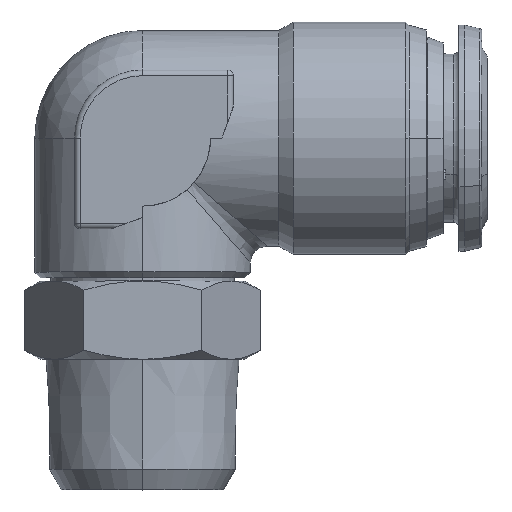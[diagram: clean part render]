
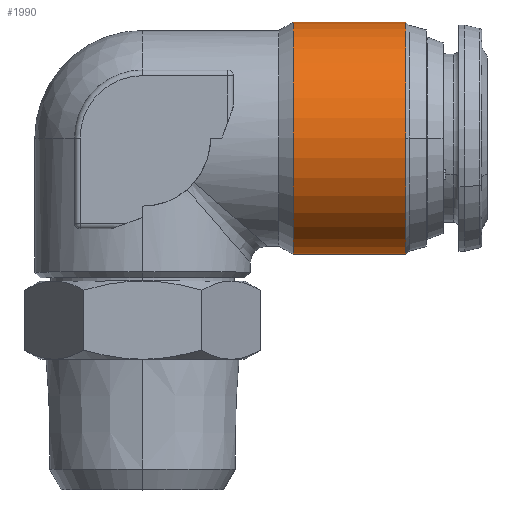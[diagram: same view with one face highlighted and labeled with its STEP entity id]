
A CAD part, top view. The second image highlights one B-rep face of the part: STEP entity #1990.
In plain terms, the highlighted cylindrical face has radius 10.25 mm (diameter 20.5 mm), a partial arc.
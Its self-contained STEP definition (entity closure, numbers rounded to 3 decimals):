
#36 = CARTESIAN_POINT ( 'NONE',  ( 23.202, 25.8, 10.25 ) ) ;
#696 = VERTEX_POINT ( 'NONE', #36 ) ;
#923 = EDGE_LOOP ( 'NONE', ( #3218, #3219, #3220, #3221, #3222 ) ) ;
#1449 = CARTESIAN_POINT ( 'NONE',  ( 13.299, 25.8, 0. ) ) ;
#1450 = DIRECTION ( 'NONE',  ( 1., 0., 0. ) ) ;
#1451 = DIRECTION ( 'NONE',  ( 0., 1., 0. ) ) ;
#1518 = CARTESIAN_POINT ( 'NONE',  ( 25.8, 36.05, 0. ) ) ;
#1521 = CARTESIAN_POINT ( 'NONE',  ( 25.8, 15.55, 0. ) ) ;
#1522 = DIRECTION ( 'NONE',  ( 1., 0., 0. ) ) ;
#1535 = DIRECTION ( 'NONE',  ( 1., 0., 0. ) ) ;
#1537 = CARTESIAN_POINT ( 'NONE',  ( 23.202, 25.8, 0. ) ) ;
#1538 = DIRECTION ( 'NONE',  ( -1., 0., 0. ) ) ;
#1539 = DIRECTION ( 'NONE',  ( 0., 0., 1. ) ) ;
#1898 = AXIS2_PLACEMENT_3D ( 'NONE', #2176, #2177, #2185 ) ;
#1990 = ADVANCED_FACE ( 'NONE', ( #4578 ), #4586, .T. ) ;
#2176 = CARTESIAN_POINT ( 'NONE',  ( 25.8, 25.8, 0. ) ) ;
#2177 = DIRECTION ( 'NONE',  ( 1., 0., 0. ) ) ;
#2185 = DIRECTION ( 'NONE',  ( 0., 1., 0. ) ) ;
#2490 = CARTESIAN_POINT ( 'NONE',  ( 23.202, 25.8, 0. ) ) ;
#2491 = DIRECTION ( 'NONE',  ( -1., 0., 0. ) ) ;
#2492 = DIRECTION ( 'NONE',  ( 0., 0., 1. ) ) ;
#3144 = EDGE_CURVE ( 'NONE', #696, #5967, #4704, .T. ) ;
#3218 = ORIENTED_EDGE ( 'NONE', *, *, #4008, .T. ) ;
#3219 = ORIENTED_EDGE ( 'NONE', *, *, #4027, .T. ) ;
#3220 = ORIENTED_EDGE ( 'NONE', *, *, #4028, .T. ) ;
#3221 = ORIENTED_EDGE ( 'NONE', *, *, #3144, .T. ) ;
#3222 = ORIENTED_EDGE ( 'NONE', *, *, #4029, .F. ) ;
#4008 = EDGE_CURVE ( 'NONE', #5979, #5980, #5731, .T. ) ;
#4027 = EDGE_CURVE ( 'NONE', #5980, #5986, #5750, .T. ) ;
#4028 = EDGE_CURVE ( 'NONE', #5986, #696, #5754, .T. ) ;
#4029 = EDGE_CURVE ( 'NONE', #5979, #5967, #5755, .T. ) ;
#4150 = AXIS2_PLACEMENT_3D ( 'NONE', #2490, #2491, #2492 ) ;
#4202 = AXIS2_PLACEMENT_3D ( 'NONE', #1449, #1450, #1451 ) ;
#4204 = AXIS2_PLACEMENT_3D ( 'NONE', #1537, #1538, #1539 ) ;
#4578 = FACE_OUTER_BOUND ( 'NONE', #923, .T. ) ;
#4586 = CYLINDRICAL_SURFACE ( 'NONE', #1898, 10.25 ) ;
#4704 = CIRCLE ( 'NONE', #4150, 10.25 ) ;
#5599 = CARTESIAN_POINT ( 'NONE',  ( 23.202, 36.05, 0. ) ) ;
#5611 = CARTESIAN_POINT ( 'NONE',  ( 13.299, 36.05, 0. ) ) ;
#5612 = CARTESIAN_POINT ( 'NONE',  ( 13.299, 15.55, 0. ) ) ;
#5618 = CARTESIAN_POINT ( 'NONE',  ( 23.202, 15.55, 0. ) ) ;
#5731 = CIRCLE ( 'NONE', #4202, 10.25 ) ;
#5750 = LINE ( 'NONE', #1521, #5752 ) ;
#5752 = VECTOR ( 'NONE', #1535, 1000. ) ;
#5754 = CIRCLE ( 'NONE', #4204, 10.25 ) ;
#5755 = LINE ( 'NONE', #1518, #5757 ) ;
#5757 = VECTOR ( 'NONE', #1522, 1000. ) ;
#5967 = VERTEX_POINT ( 'NONE', #5599 ) ;
#5979 = VERTEX_POINT ( 'NONE', #5611 ) ;
#5980 = VERTEX_POINT ( 'NONE', #5612 ) ;
#5986 = VERTEX_POINT ( 'NONE', #5618 ) ;
